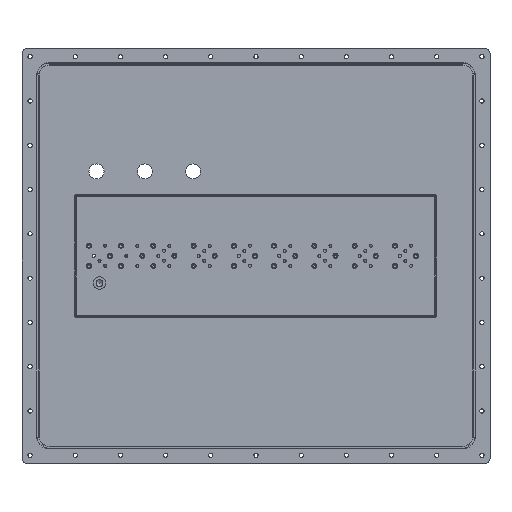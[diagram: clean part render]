
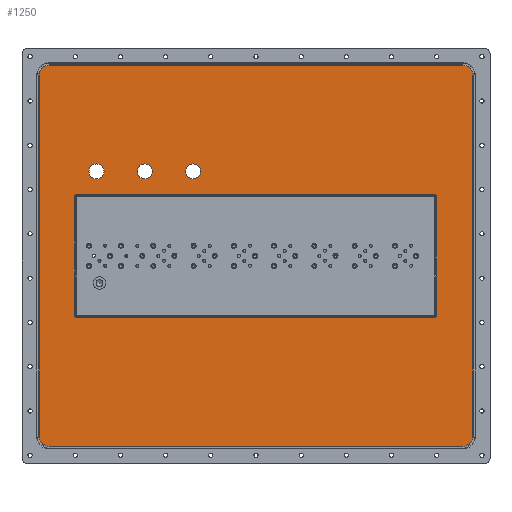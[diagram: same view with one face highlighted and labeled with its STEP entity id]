
A CAD part, top view. The second image highlights one B-rep face of the part: STEP entity #1250.
In plain terms, the highlighted planar face has unit normal (0, 0, 1).
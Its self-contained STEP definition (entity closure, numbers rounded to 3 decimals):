
#429 = VERTEX_POINT('',#430);
#430 = CARTESIAN_POINT('',(-208.,-61.,8.));
#439 = VERTEX_POINT('',#440);
#440 = CARTESIAN_POINT('',(148.,-61.,8.));
#447 = EDGE_CURVE('',#429,#439,#448,.T.);
#448 = LINE('',#449,#450);
#449 = CARTESIAN_POINT('',(-208.,-61.,8.));
#450 = VECTOR('',#451,1.);
#451 = DIRECTION('',(1.,0.,0.));
#1250 = ADVANCED_FACE('',(#1251,#1321,#1332,#1343,#1427),#1438,.T.);
#1251 = FACE_BOUND('',#1252,.T.);
#1252 = EDGE_LOOP('',(#1253,#1264,#1272,#1281,#1289,#1298,#1306,#1315));
#1253 = ORIENTED_EDGE('',*,*,#1254,.T.);
#1254 = EDGE_CURVE('',#1255,#1257,#1259,.T.);
#1255 = VERTEX_POINT('',#1256);
#1256 = CARTESIAN_POINT('',(-245.,-179.,8.));
#1257 = VERTEX_POINT('',#1258);
#1258 = CARTESIAN_POINT('',(-235.,-189.,8.));
#1259 = CIRCLE('',#1260,10.);
#1260 = AXIS2_PLACEMENT_3D('',#1261,#1262,#1263);
#1261 = CARTESIAN_POINT('',(-235.,-179.,8.));
#1262 = DIRECTION('',(0.,0.,1.));
#1263 = DIRECTION('',(-1.,0.,0.));
#1264 = ORIENTED_EDGE('',*,*,#1265,.T.);
#1265 = EDGE_CURVE('',#1257,#1266,#1268,.T.);
#1266 = VERTEX_POINT('',#1267);
#1267 = CARTESIAN_POINT('',(176.,-189.,8.));
#1268 = LINE('',#1269,#1270);
#1269 = CARTESIAN_POINT('',(-235.,-189.,8.));
#1270 = VECTOR('',#1271,1.);
#1271 = DIRECTION('',(1.,0.,0.));
#1272 = ORIENTED_EDGE('',*,*,#1273,.T.);
#1273 = EDGE_CURVE('',#1266,#1274,#1276,.T.);
#1274 = VERTEX_POINT('',#1275);
#1275 = CARTESIAN_POINT('',(186.,-179.,8.));
#1276 = CIRCLE('',#1277,10.);
#1277 = AXIS2_PLACEMENT_3D('',#1278,#1279,#1280);
#1278 = CARTESIAN_POINT('',(176.,-179.,8.));
#1279 = DIRECTION('',(0.,0.,1.));
#1280 = DIRECTION('',(0.,-1.,0.));
#1281 = ORIENTED_EDGE('',*,*,#1282,.T.);
#1282 = EDGE_CURVE('',#1274,#1283,#1285,.T.);
#1283 = VERTEX_POINT('',#1284);
#1284 = CARTESIAN_POINT('',(186.,179.5,8.));
#1285 = LINE('',#1286,#1287);
#1286 = CARTESIAN_POINT('',(186.,-179.,8.));
#1287 = VECTOR('',#1288,1.);
#1288 = DIRECTION('',(0.,1.,0.));
#1289 = ORIENTED_EDGE('',*,*,#1290,.T.);
#1290 = EDGE_CURVE('',#1283,#1291,#1293,.T.);
#1291 = VERTEX_POINT('',#1292);
#1292 = CARTESIAN_POINT('',(176.,189.5,8.));
#1293 = CIRCLE('',#1294,10.);
#1294 = AXIS2_PLACEMENT_3D('',#1295,#1296,#1297);
#1295 = CARTESIAN_POINT('',(176.,179.5,8.));
#1296 = DIRECTION('',(0.,0.,1.));
#1297 = DIRECTION('',(1.,0.,-0.));
#1298 = ORIENTED_EDGE('',*,*,#1299,.T.);
#1299 = EDGE_CURVE('',#1291,#1300,#1302,.T.);
#1300 = VERTEX_POINT('',#1301);
#1301 = CARTESIAN_POINT('',(-235.,189.5,8.));
#1302 = LINE('',#1303,#1304);
#1303 = CARTESIAN_POINT('',(176.,189.5,8.));
#1304 = VECTOR('',#1305,1.);
#1305 = DIRECTION('',(-1.,0.,0.));
#1306 = ORIENTED_EDGE('',*,*,#1307,.T.);
#1307 = EDGE_CURVE('',#1300,#1308,#1310,.T.);
#1308 = VERTEX_POINT('',#1309);
#1309 = CARTESIAN_POINT('',(-245.,179.5,8.));
#1310 = CIRCLE('',#1311,10.);
#1311 = AXIS2_PLACEMENT_3D('',#1312,#1313,#1314);
#1312 = CARTESIAN_POINT('',(-235.,179.5,8.));
#1313 = DIRECTION('',(0.,-0.,1.));
#1314 = DIRECTION('',(0.,1.,0.));
#1315 = ORIENTED_EDGE('',*,*,#1316,.T.);
#1316 = EDGE_CURVE('',#1308,#1255,#1317,.T.);
#1317 = LINE('',#1318,#1319);
#1318 = CARTESIAN_POINT('',(-245.,179.5,8.));
#1319 = VECTOR('',#1320,1.);
#1320 = DIRECTION('',(0.,-1.,0.));
#1321 = FACE_BOUND('',#1322,.T.);
#1322 = EDGE_LOOP('',(#1323));
#1323 = ORIENTED_EDGE('',*,*,#1324,.T.);
#1324 = EDGE_CURVE('',#1325,#1325,#1327,.T.);
#1325 = VERTEX_POINT('',#1326);
#1326 = CARTESIAN_POINT('',(-99.475,84.,8.));
#1327 = CIRCLE('',#1328,7.475);
#1328 = AXIS2_PLACEMENT_3D('',#1329,#1330,#1331);
#1329 = CARTESIAN_POINT('',(-92.,84.,8.));
#1330 = DIRECTION('',(0.,0.,-1.));
#1331 = DIRECTION('',(-1.,0.,0.));
#1332 = FACE_BOUND('',#1333,.T.);
#1333 = EDGE_LOOP('',(#1334));
#1334 = ORIENTED_EDGE('',*,*,#1335,.T.);
#1335 = EDGE_CURVE('',#1336,#1336,#1338,.T.);
#1336 = VERTEX_POINT('',#1337);
#1337 = CARTESIAN_POINT('',(-195.475,84.,8.));
#1338 = CIRCLE('',#1339,7.475);
#1339 = AXIS2_PLACEMENT_3D('',#1340,#1341,#1342);
#1340 = CARTESIAN_POINT('',(-188.,84.,8.));
#1341 = DIRECTION('',(0.,0.,-1.));
#1342 = DIRECTION('',(-1.,0.,0.));
#1343 = FACE_BOUND('',#1344,.T.);
#1344 = EDGE_LOOP('',(#1345,#1355,#1362,#1363,#1372,#1380,#1395,#1403,
    #1412,#1420));
#1345 = ORIENTED_EDGE('',*,*,#1346,.F.);
#1346 = EDGE_CURVE('',#1347,#1349,#1351,.T.);
#1347 = VERTEX_POINT('',#1348);
#1348 = CARTESIAN_POINT('',(150.,-59.,8.));
#1349 = VERTEX_POINT('',#1350);
#1350 = CARTESIAN_POINT('',(150.,59.,8.));
#1351 = LINE('',#1352,#1353);
#1352 = CARTESIAN_POINT('',(150.,-59.,8.));
#1353 = VECTOR('',#1354,1.);
#1354 = DIRECTION('',(0.,1.,0.));
#1355 = ORIENTED_EDGE('',*,*,#1356,.T.);
#1356 = EDGE_CURVE('',#1347,#439,#1357,.T.);
#1357 = CIRCLE('',#1358,2.);
#1358 = AXIS2_PLACEMENT_3D('',#1359,#1360,#1361);
#1359 = CARTESIAN_POINT('',(148.,-59.,8.));
#1360 = DIRECTION('',(0.,0.,-1.));
#1361 = DIRECTION('',(1.,0.,0.));
#1362 = ORIENTED_EDGE('',*,*,#447,.F.);
#1363 = ORIENTED_EDGE('',*,*,#1364,.T.);
#1364 = EDGE_CURVE('',#429,#1365,#1367,.T.);
#1365 = VERTEX_POINT('',#1366);
#1366 = CARTESIAN_POINT('',(-210.,-59.,8.));
#1367 = CIRCLE('',#1368,2.);
#1368 = AXIS2_PLACEMENT_3D('',#1369,#1370,#1371);
#1369 = CARTESIAN_POINT('',(-208.,-59.,8.));
#1370 = DIRECTION('',(0.,0.,-1.));
#1371 = DIRECTION('',(0.,-1.,0.));
#1372 = ORIENTED_EDGE('',*,*,#1373,.F.);
#1373 = EDGE_CURVE('',#1374,#1365,#1376,.T.);
#1374 = VERTEX_POINT('',#1375);
#1375 = CARTESIAN_POINT('',(-210.,2.113,8.));
#1376 = LINE('',#1377,#1378);
#1377 = CARTESIAN_POINT('',(-210.,2.113,8.));
#1378 = VECTOR('',#1379,1.);
#1379 = DIRECTION('',(0.,-1.,0.));
#1380 = ORIENTED_EDGE('',*,*,#1381,.F.);
#1381 = EDGE_CURVE('',#1382,#1374,#1384,.T.);
#1382 = VERTEX_POINT('',#1383);
#1383 = CARTESIAN_POINT('',(-210.,5.887,8.));
#1384 = B_SPLINE_CURVE_WITH_KNOTS('',3,(#1385,#1386,#1387,#1388,#1389,
    #1390,#1391,#1392,#1393,#1394),.UNSPECIFIED.,.F.,.F.,(4,2,2,2,4),(0.
    ,0.239,0.477,0.716,1.),.UNSPECIFIED.);
#1385 = CARTESIAN_POINT('',(-210.,5.887,8.));
#1386 = CARTESIAN_POINT('',(-209.994,5.591,8.));
#1387 = CARTESIAN_POINT('',(-209.989,5.295,8.));
#1388 = CARTESIAN_POINT('',(-209.978,4.695,8.));
#1389 = CARTESIAN_POINT('',(-209.969,4.39,8.));
#1390 = CARTESIAN_POINT('',(-209.968,3.784,8.));
#1391 = CARTESIAN_POINT('',(-209.975,3.479,8.));
#1392 = CARTESIAN_POINT('',(-209.985,2.82,8.));
#1393 = CARTESIAN_POINT('',(-209.992,2.466,8.));
#1394 = CARTESIAN_POINT('',(-210.,2.113,8.));
#1395 = ORIENTED_EDGE('',*,*,#1396,.F.);
#1396 = EDGE_CURVE('',#1397,#1382,#1399,.T.);
#1397 = VERTEX_POINT('',#1398);
#1398 = CARTESIAN_POINT('',(-210.,59.,8.));
#1399 = LINE('',#1400,#1401);
#1400 = CARTESIAN_POINT('',(-210.,59.,8.));
#1401 = VECTOR('',#1402,1.);
#1402 = DIRECTION('',(0.,-1.,0.));
#1403 = ORIENTED_EDGE('',*,*,#1404,.T.);
#1404 = EDGE_CURVE('',#1397,#1405,#1407,.T.);
#1405 = VERTEX_POINT('',#1406);
#1406 = CARTESIAN_POINT('',(-208.,61.,8.));
#1407 = CIRCLE('',#1408,2.);
#1408 = AXIS2_PLACEMENT_3D('',#1409,#1410,#1411);
#1409 = CARTESIAN_POINT('',(-208.,59.,8.));
#1410 = DIRECTION('',(0.,0.,-1.));
#1411 = DIRECTION('',(-1.,0.,0.));
#1412 = ORIENTED_EDGE('',*,*,#1413,.F.);
#1413 = EDGE_CURVE('',#1414,#1405,#1416,.T.);
#1414 = VERTEX_POINT('',#1415);
#1415 = CARTESIAN_POINT('',(148.,61.,8.));
#1416 = LINE('',#1417,#1418);
#1417 = CARTESIAN_POINT('',(148.,61.,8.));
#1418 = VECTOR('',#1419,1.);
#1419 = DIRECTION('',(-1.,0.,0.));
#1420 = ORIENTED_EDGE('',*,*,#1421,.T.);
#1421 = EDGE_CURVE('',#1414,#1349,#1422,.T.);
#1422 = CIRCLE('',#1423,2.);
#1423 = AXIS2_PLACEMENT_3D('',#1424,#1425,#1426);
#1424 = CARTESIAN_POINT('',(148.,59.,8.));
#1425 = DIRECTION('',(0.,0.,-1.));
#1426 = DIRECTION('',(0.,1.,0.));
#1427 = FACE_BOUND('',#1428,.T.);
#1428 = EDGE_LOOP('',(#1429));
#1429 = ORIENTED_EDGE('',*,*,#1430,.T.);
#1430 = EDGE_CURVE('',#1431,#1431,#1433,.T.);
#1431 = VERTEX_POINT('',#1432);
#1432 = CARTESIAN_POINT('',(-147.475,84.,8.));
#1433 = CIRCLE('',#1434,7.475);
#1434 = AXIS2_PLACEMENT_3D('',#1435,#1436,#1437);
#1435 = CARTESIAN_POINT('',(-140.,84.,8.));
#1436 = DIRECTION('',(0.,0.,-1.));
#1437 = DIRECTION('',(-1.,0.,0.));
#1438 = PLANE('',#1439);
#1439 = AXIS2_PLACEMENT_3D('',#1440,#1441,#1442);
#1440 = CARTESIAN_POINT('',(0.,0.,8.));
#1441 = DIRECTION('',(0.,0.,1.));
#1442 = DIRECTION('',(-1.,0.,0.));
